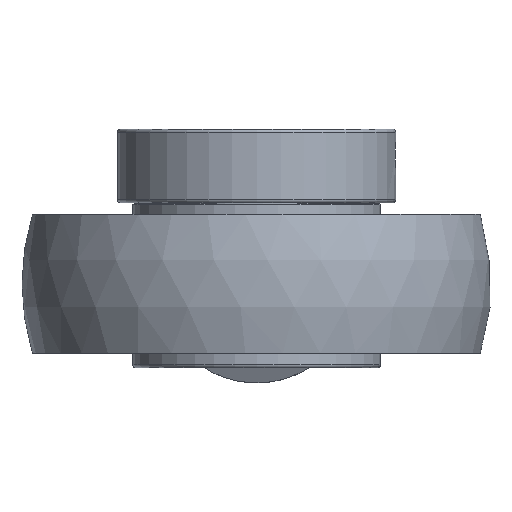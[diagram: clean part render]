
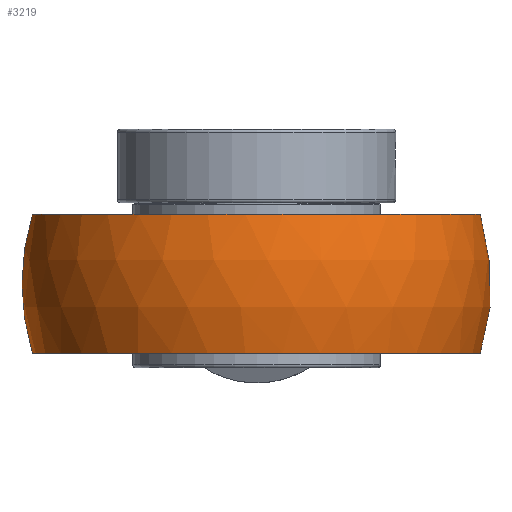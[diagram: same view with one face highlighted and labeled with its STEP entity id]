
A CAD part, front view. The second image highlights one B-rep face of the part: STEP entity #3219.
In plain terms, the highlighted spherical face has radius 71 mm.
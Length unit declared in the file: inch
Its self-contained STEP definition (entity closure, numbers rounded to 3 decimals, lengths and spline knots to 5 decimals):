
#149=CARTESIAN_POINT('',(-2.67021,0.,0.82677));
#150=VERTEX_POINT('',#149);
#158=CARTESIAN_POINT('',(0.84348,2.53349,0.82677));
#159=VERTEX_POINT('',#158);
#160=CARTESIAN_POINT('',(0.,0.,0.82677));
#161=DIRECTION('',(0.,-0.,1.));
#162=DIRECTION('',(0.,1.,0.));
#163=AXIS2_PLACEMENT_3D('',#160,#161,#162);
#164=CIRCLE('',#163,2.67021);
#165=EDGE_CURVE('',#150,#159,#164,.T.);
#2860=CARTESIAN_POINT('',(2.6577,0.86614,-0.));
#2861=VERTEX_POINT('',#2860);
#2977=CARTESIAN_POINT('',(2.65507,0.86614,0.11811));
#2978=VERTEX_POINT('',#2977);
#2985=CARTESIAN_POINT('',(0.,0.86614,0.));
#2986=DIRECTION('',(-0.,-1.,-0.));
#2987=DIRECTION('',(0.,-0.,1.));
#2988=AXIS2_PLACEMENT_3D('',#2985,#2986,#2987);
#2989=CIRCLE('',#2988,2.6577);
#2990=EDGE_CURVE('',#2861,#2978,#2989,.T.);
#3003=CARTESIAN_POINT('',(1.17518,2.53349,0.11811));
#3004=VERTEX_POINT('',#3003);
#3011=CARTESIAN_POINT('',(0.,0.,0.11811));
#3012=DIRECTION('',(0.,-0.,1.));
#3013=DIRECTION('',(0.,1.,0.));
#3014=AXIS2_PLACEMENT_3D('',#3011,#3012,#3013);
#3015=CIRCLE('',#3014,2.79278);
#3016=EDGE_CURVE('',#2978,#3004,#3015,.T.);
#3113=CARTESIAN_POINT('',(2.65507,0.86614,-0.11811));
#3114=VERTEX_POINT('',#3113);
#3121=CARTESIAN_POINT('',(1.17518,2.53349,-0.11811));
#3122=VERTEX_POINT('',#3121);
#3123=CARTESIAN_POINT('',(-0.,0.,-0.11811));
#3124=DIRECTION('',(-0.,-0.,-1.));
#3125=DIRECTION('',(0.,-1.,0.));
#3126=AXIS2_PLACEMENT_3D('',#3123,#3124,#3125);
#3127=CIRCLE('',#3126,2.79278);
#3128=EDGE_CURVE('',#3122,#3114,#3127,.T.);
#3147=CARTESIAN_POINT('',(0.,0.86614,0.));
#3148=DIRECTION('',(-0.,-1.,-0.));
#3149=DIRECTION('',(0.,-0.,1.));
#3150=AXIS2_PLACEMENT_3D('',#3147,#3148,#3149);
#3151=CIRCLE('',#3150,2.6577);
#3152=EDGE_CURVE('',#3114,#2861,#3151,.T.);
#3175=CARTESIAN_POINT('',(0.,0.,0.));
#3176=DIRECTION('',(0.,0.,1.));
#3177=DIRECTION('',(1.,0.,0.));
#3178=AXIS2_PLACEMENT_3D('',#3175,#3176,#3177);
#3179=SPHERICAL_SURFACE('',#3178,2.79528);
#3180=CARTESIAN_POINT('',(-2.67021,0.,-0.82677));
#3181=VERTEX_POINT('',#3180);
#3182=CARTESIAN_POINT('',(0.,0.,0.));
#3183=DIRECTION('',(-0.,-1.,-0.));
#3184=DIRECTION('',(-1.,0.,0.));
#3185=AXIS2_PLACEMENT_3D('',#3182,#3183,#3184);
#3186=CIRCLE('',#3185,2.79528);
#3187=EDGE_CURVE('',#150,#3181,#3186,.T.);
#3188=ORIENTED_EDGE('',*,*,#3187,.T.);
#3189=CARTESIAN_POINT('',(0.84348,2.53349,-0.82677));
#3190=VERTEX_POINT('',#3189);
#3191=CARTESIAN_POINT('',(0.,0.,-0.82677));
#3192=DIRECTION('',(0.,0.,-1.));
#3193=DIRECTION('',(0.,-1.,0.));
#3194=AXIS2_PLACEMENT_3D('',#3191,#3192,#3193);
#3195=CIRCLE('',#3194,2.67021);
#3196=EDGE_CURVE('',#3190,#3181,#3195,.T.);
#3197=ORIENTED_EDGE('',*,*,#3196,.F.);
#3198=CARTESIAN_POINT('',(0.,2.53349,0.));
#3199=DIRECTION('',(0.,-1.,0.));
#3200=DIRECTION('',(1.,0.,0.));
#3201=AXIS2_PLACEMENT_3D('',#3198,#3199,#3200);
#3202=CIRCLE('',#3201,1.1811);
#3203=EDGE_CURVE('',#3190,#3122,#3202,.T.);
#3204=ORIENTED_EDGE('',*,*,#3203,.T.);
#3205=ORIENTED_EDGE('',*,*,#3128,.T.);
#3206=ORIENTED_EDGE('',*,*,#3152,.T.);
#3207=ORIENTED_EDGE('',*,*,#2990,.T.);
#3208=ORIENTED_EDGE('',*,*,#3016,.T.);
#3209=CARTESIAN_POINT('',(0.,2.53349,0.));
#3210=DIRECTION('',(0.,-1.,0.));
#3211=DIRECTION('',(1.,0.,0.));
#3212=AXIS2_PLACEMENT_3D('',#3209,#3210,#3211);
#3213=CIRCLE('',#3212,1.1811);
#3214=EDGE_CURVE('',#3004,#159,#3213,.T.);
#3215=ORIENTED_EDGE('',*,*,#3214,.T.);
#3216=ORIENTED_EDGE('',*,*,#165,.F.);
#3217=EDGE_LOOP('',(#3188,#3197,#3204,#3205,#3206,#3207,#3208,#3215,#3216));
#3218=FACE_BOUND('',#3217,.T.);
#3219=ADVANCED_FACE('',(#3218),#3179,.T.);
